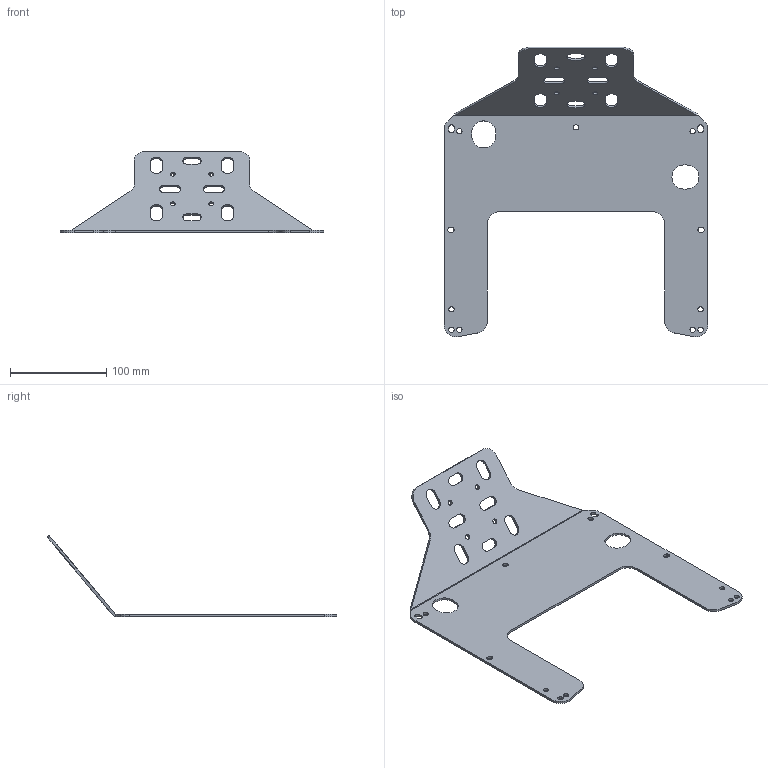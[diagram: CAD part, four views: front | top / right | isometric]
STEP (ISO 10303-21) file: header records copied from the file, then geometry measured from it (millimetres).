
FILE_DESCRIPTION(/* description */ ('STEP AP242','CAx-IF Rec.Pracs.---Representation and Presentation of Product Manufacturing Information (PMI)---4.0---2014-10-13','CAx-IF Rec.Pracs.---3D Tessellated Geometry---0.4---2014-09-14','2;1'),/* implementation_level */ '2;1');
FILE_NAME(/* name */ '64624430151f557445d2c218',/* time_stamp */ '2023-05-15T14:39:45Z',/* author */ (''),/* organization */ (''),/* preprocessor_version */ 'ST-DEVELOPER v19.4',/* originating_system */ ' ',/* authorisation */ ' ');
FILE_SCHEMA (('AP242_MANAGED_MODEL_BASED_3D_ENGINEERING_MIM_LF { 1 0 10303 442 1 1 4 }'));
Length unit declared in the file: metre
Products named in the file (3): id2; id5; id8
Bounding box: 274 x 300.91 x 84.72 mm (x, y, z)
Volume: 130591.7 mm3; surface area: 112711.4 mm2
Topology: 3 solids, 3 shells, 107 faces, 307 edges, 206 vertices
Faces by surface type: cylinder 53, plane 50, bspline 4
Full cylindrical faces by diameter (mm): 5 x4, 5.5 x9
Entity records: 3735 total; most frequent: CARTESIAN_POINT 762, DIRECTION 604, ORIENTED_EDGE 580, EDGE_CURVE 290, AXIS2_PLACEMENT_3D 212, VERTEX_POINT 202, LINE 180, VECTOR 180
